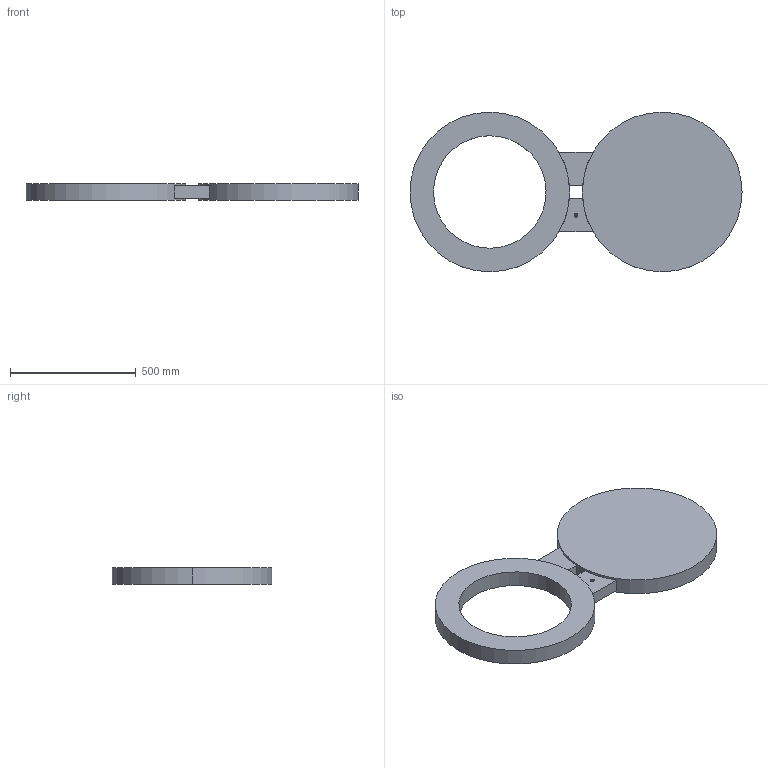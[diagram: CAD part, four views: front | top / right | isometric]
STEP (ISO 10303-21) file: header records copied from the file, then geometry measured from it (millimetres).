
FILE_DESCRIPTION(('CATIA V5 STEP Exchange'),'2;1');
FILE_NAME('18-900-SPEC-BLIND-RF-B16.48-TYPE-4.stp','2015-02-10T05:04:02+00:00',('none'),('none'),'CATIA Version 5 Release 20 SP 7 (IN-10)','CATIA V5 STEP AP214','none');
FILE_SCHEMA(('AUTOMOTIVE_DESIGN { 1 0 10303 214 1 1 1 1 }'));
Length unit declared in the file: inch
Products named in the file (1): 18-900-SPEC-BLIND-RF-B16.48-TYPE-4
Bounding box: 1320.8 x 635 x 66.55 mm (x, y, z)
Volume: 32792554.5 mm3; surface area: 1346545.1 mm2
Topology: 1 solids, 1 shells, 403 faces, 1146 edges, 764 vertices
Faces by surface type: plane 377, cylinder 26
Entity records: 15280 total; most frequent: ORIENTED_EDGE 2292, CARTESIAN_POINT 2273, DIRECTION 1870, EDGE_CURVE 1146, VECTOR 1086, LINE 1086, VERTEX_POINT 764, EDGE_LOOP 426
